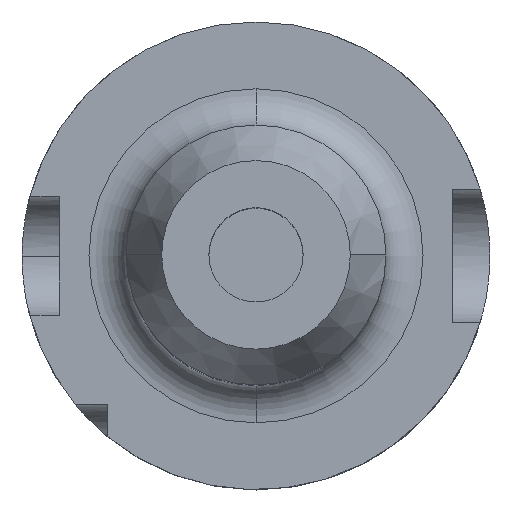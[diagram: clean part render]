
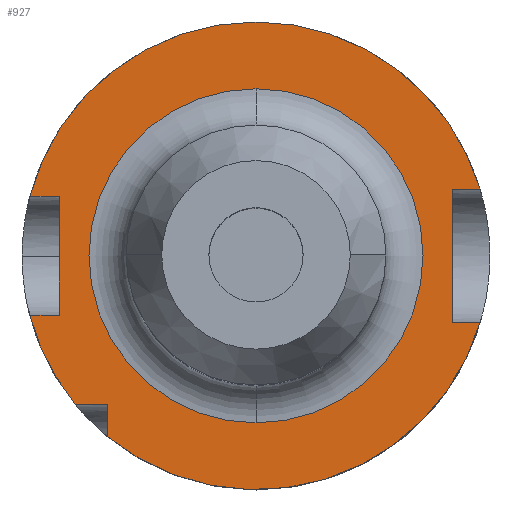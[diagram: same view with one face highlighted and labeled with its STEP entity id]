
A CAD part, top view. The second image highlights one B-rep face of the part: STEP entity #927.
In plain terms, the highlighted planar face has unit normal (0, 0, 1).
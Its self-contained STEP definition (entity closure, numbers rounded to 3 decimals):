
#110 = DIRECTION ( 'NONE',  ( 0., 0., -1. ) ) ;
#111 = CARTESIAN_POINT ( 'NONE',  ( 0., 17.5, 26. ) ) ;
#171 = CARTESIAN_POINT ( 'NONE',  ( 26.5, -9., 26. ) ) ;
#230 = CIRCLE ( 'NONE', #1604, 31.5 ) ;
#250 = CIRCLE ( 'NONE', #1185, 31.5 ) ;
#254 = EDGE_CURVE ( 'NONE', #1317, #1681, #1797, .T. ) ;
#264 = VERTEX_POINT ( 'NONE', #759 ) ;
#269 = AXIS2_PLACEMENT_3D ( 'NONE', #2836, #693, #362 ) ;
#322 = DIRECTION ( 'NONE',  ( 1., 0., 0. ) ) ;
#351 = ORIENTED_EDGE ( 'NONE', *, *, #3476, .T. ) ;
#362 = DIRECTION ( 'NONE',  ( 0., -1., 0. ) ) ;
#365 = VERTEX_POINT ( 'NONE', #2682 ) ;
#394 = EDGE_CURVE ( 'NONE', #2280, #264, #2158, .T. ) ;
#420 = DIRECTION ( 'NONE',  ( 0., -1., 0. ) ) ;
#449 = LINE ( 'NONE', #1025, #3673 ) ;
#521 = VERTEX_POINT ( 'NONE', #2378 ) ;
#637 = CARTESIAN_POINT ( 'NONE',  ( -20., -24.336, 26. ) ) ;
#642 = EDGE_CURVE ( 'NONE', #3254, #3708, #3928, .T. ) ;
#693 = DIRECTION ( 'NONE',  ( 0., 0., -1. ) ) ;
#694 = CIRCLE ( 'NONE', #1811, 31.5 ) ;
#759 = CARTESIAN_POINT ( 'NONE',  ( -24.336, -20., 26. ) ) ;
#782 = CARTESIAN_POINT ( 'NONE',  ( 0., -9., 26. ) ) ;
#796 = EDGE_CURVE ( 'NONE', #521, #3422, #2532, .T. ) ;
#836 = CARTESIAN_POINT ( 'NONE',  ( -30.467, -8., 26. ) ) ;
#852 = VECTOR ( 'NONE', #3430, 1000. ) ;
#855 = EDGE_CURVE ( 'NONE', #365, #2397, #1394, .T. ) ;
#927 = ADVANCED_FACE ( 'NONE', ( #1627, #2864 ), #2954, .T. ) ;
#932 = EDGE_CURVE ( 'NONE', #3708, #2280, #3057, .T. ) ;
#1025 = CARTESIAN_POINT ( 'NONE',  ( 0., 9., 26. ) ) ;
#1027 = AXIS2_PLACEMENT_3D ( 'NONE', #2315, #110, #420 ) ;
#1142 = VERTEX_POINT ( 'NONE', #3101 ) ;
#1171 = ORIENTED_EDGE ( 'NONE', *, *, #3412, .F. ) ;
#1174 = CARTESIAN_POINT ( 'NONE',  ( 0., 0., 26. ) ) ;
#1185 = AXIS2_PLACEMENT_3D ( 'NONE', #3071, #3388, #1510 ) ;
#1239 = CARTESIAN_POINT ( 'NONE',  ( 0., 0., 26. ) ) ;
#1317 = VERTEX_POINT ( 'NONE', #171 ) ;
#1335 = VECTOR ( 'NONE', #322, 1000. ) ;
#1337 = DIRECTION ( 'NONE',  ( 0., 1., 0. ) ) ;
#1344 = CARTESIAN_POINT ( 'NONE',  ( 26.5, 9., 26. ) ) ;
#1350 = AXIS2_PLACEMENT_3D ( 'NONE', #1174, #2115, #3331 ) ;
#1359 = LINE ( 'NONE', #782, #3738 ) ;
#1388 = CARTESIAN_POINT ( 'NONE',  ( 0., -22.5, 26. ) ) ;
#1394 = CIRCLE ( 'NONE', #269, 22.5 ) ;
#1445 = DIRECTION ( 'NONE',  ( -1., 0., 0. ) ) ;
#1473 = ORIENTED_EDGE ( 'NONE', *, *, #3621, .F. ) ;
#1490 = EDGE_CURVE ( 'NONE', #3422, #1142, #250, .T. ) ;
#1499 = VECTOR ( 'NONE', #2000, 1000. ) ;
#1510 = DIRECTION ( 'NONE',  ( 0., 1., 0. ) ) ;
#1548 = CARTESIAN_POINT ( 'NONE',  ( 0., -8., 26. ) ) ;
#1604 = AXIS2_PLACEMENT_3D ( 'NONE', #1239, #1840, #2520 ) ;
#1627 = FACE_BOUND ( 'NONE', #2006, .T. ) ;
#1681 = VERTEX_POINT ( 'NONE', #1344 ) ;
#1784 = EDGE_CURVE ( 'NONE', #1142, #3960, #694, .T. ) ;
#1797 = LINE ( 'NONE', #2010, #3267 ) ;
#1811 = AXIS2_PLACEMENT_3D ( 'NONE', #1925, #3664, #3045 ) ;
#1840 = DIRECTION ( 'NONE',  ( 0., 0., -1. ) ) ;
#1923 = VERTEX_POINT ( 'NONE', #3105 ) ;
#1925 = CARTESIAN_POINT ( 'NONE',  ( 0., 0., 26. ) ) ;
#1976 = AXIS2_PLACEMENT_3D ( 'NONE', #111, #1979, #3563 ) ;
#1979 = DIRECTION ( 'NONE',  ( 0., 0., 1. ) ) ;
#1982 = EDGE_CURVE ( 'NONE', #2557, #1923, #3813, .T. ) ;
#1996 = CARTESIAN_POINT ( 'NONE',  ( -20., 17.5, 26. ) ) ;
#2000 = DIRECTION ( 'NONE',  ( 0., 1., 0. ) ) ;
#2006 = EDGE_LOOP ( 'NONE', ( #2011, #3669 ) ) ;
#2010 = CARTESIAN_POINT ( 'NONE',  ( 26.5, 17.5, 26. ) ) ;
#2011 = ORIENTED_EDGE ( 'NONE', *, *, #2072, .T. ) ;
#2025 = CIRCLE ( 'NONE', #1027, 22.5 ) ;
#2029 = CARTESIAN_POINT ( 'NONE',  ( 0., -20., 26. ) ) ;
#2072 = EDGE_CURVE ( 'NONE', #2397, #365, #2025, .T. ) ;
#2093 = ORIENTED_EDGE ( 'NONE', *, *, #1982, .F. ) ;
#2115 = DIRECTION ( 'NONE',  ( 0., 0., -1. ) ) ;
#2158 = LINE ( 'NONE', #2029, #2362 ) ;
#2215 = ORIENTED_EDGE ( 'NONE', *, *, #932, .F. ) ;
#2280 = VERTEX_POINT ( 'NONE', #2299 ) ;
#2299 = CARTESIAN_POINT ( 'NONE',  ( -20., -20., 26. ) ) ;
#2315 = CARTESIAN_POINT ( 'NONE',  ( 0., 0., 26. ) ) ;
#2348 = ORIENTED_EDGE ( 'NONE', *, *, #254, .T. ) ;
#2362 = VECTOR ( 'NONE', #1445, 1000. ) ;
#2378 = CARTESIAN_POINT ( 'NONE',  ( -26.5, 8., 26. ) ) ;
#2397 = VERTEX_POINT ( 'NONE', #1388 ) ;
#2520 = DIRECTION ( 'NONE',  ( 0., 1., 0. ) ) ;
#2532 = LINE ( 'NONE', #3117, #852 ) ;
#2557 = VERTEX_POINT ( 'NONE', #836 ) ;
#2579 = DIRECTION ( 'NONE',  ( 1., 0., 0. ) ) ;
#2643 = CARTESIAN_POINT ( 'NONE',  ( -30.467, 8., 26. ) ) ;
#2653 = DIRECTION ( 'NONE',  ( 0., 1., 0. ) ) ;
#2682 = CARTESIAN_POINT ( 'NONE',  ( 0., 22.5, 26. ) ) ;
#2727 = EDGE_CURVE ( 'NONE', #1681, #3960, #449, .T. ) ;
#2771 = ORIENTED_EDGE ( 'NONE', *, *, #394, .F. ) ;
#2836 = CARTESIAN_POINT ( 'NONE',  ( 0., 0., 26. ) ) ;
#2864 = FACE_OUTER_BOUND ( 'NONE', #3036, .T. ) ;
#2889 = ORIENTED_EDGE ( 'NONE', *, *, #1490, .F. ) ;
#2909 = ORIENTED_EDGE ( 'NONE', *, *, #1784, .F. ) ;
#2954 = PLANE ( 'NONE',  #1976 ) ;
#2971 = VECTOR ( 'NONE', #2653, 1000. ) ;
#3036 = EDGE_LOOP ( 'NONE', ( #2771, #2215, #3419, #351, #2348, #3109, #2909, #2889, #3619, #1171, #2093, #1473 ) ) ;
#3045 = DIRECTION ( 'NONE',  ( 0., 1., 0. ) ) ;
#3057 = LINE ( 'NONE', #1996, #2971 ) ;
#3071 = CARTESIAN_POINT ( 'NONE',  ( 0., 0., 26. ) ) ;
#3101 = CARTESIAN_POINT ( 'NONE',  ( 0., 31.5, 26. ) ) ;
#3105 = CARTESIAN_POINT ( 'NONE',  ( -26.5, -8., 26. ) ) ;
#3109 = ORIENTED_EDGE ( 'NONE', *, *, #2727, .T. ) ;
#3117 = CARTESIAN_POINT ( 'NONE',  ( 0., 8., 26. ) ) ;
#3254 = VERTEX_POINT ( 'NONE', #3481 ) ;
#3267 = VECTOR ( 'NONE', #1337, 1000. ) ;
#3331 = DIRECTION ( 'NONE',  ( 0., 1., 0. ) ) ;
#3388 = DIRECTION ( 'NONE',  ( 0., 0., -1. ) ) ;
#3412 = EDGE_CURVE ( 'NONE', #1923, #521, #3887, .T. ) ;
#3419 = ORIENTED_EDGE ( 'NONE', *, *, #642, .F. ) ;
#3422 = VERTEX_POINT ( 'NONE', #2643 ) ;
#3430 = DIRECTION ( 'NONE',  ( -1., 0., 0. ) ) ;
#3474 = CARTESIAN_POINT ( 'NONE',  ( 30.187, 9., 26. ) ) ;
#3476 = EDGE_CURVE ( 'NONE', #3254, #1317, #1359, .T. ) ;
#3481 = CARTESIAN_POINT ( 'NONE',  ( 30.187, -9., 26. ) ) ;
#3539 = CARTESIAN_POINT ( 'NONE',  ( -26.5, 17.5, 26. ) ) ;
#3563 = DIRECTION ( 'NONE',  ( 0., -1., 0. ) ) ;
#3619 = ORIENTED_EDGE ( 'NONE', *, *, #796, .F. ) ;
#3621 = EDGE_CURVE ( 'NONE', #264, #2557, #230, .T. ) ;
#3664 = DIRECTION ( 'NONE',  ( 0., 0., -1. ) ) ;
#3669 = ORIENTED_EDGE ( 'NONE', *, *, #855, .T. ) ;
#3673 = VECTOR ( 'NONE', #2579, 1000. ) ;
#3708 = VERTEX_POINT ( 'NONE', #637 ) ;
#3738 = VECTOR ( 'NONE', #3889, 1000. ) ;
#3813 = LINE ( 'NONE', #1548, #1335 ) ;
#3887 = LINE ( 'NONE', #3539, #1499 ) ;
#3889 = DIRECTION ( 'NONE',  ( -1., 0., 0. ) ) ;
#3928 = CIRCLE ( 'NONE', #1350, 31.5 ) ;
#3960 = VERTEX_POINT ( 'NONE', #3474 ) ;
